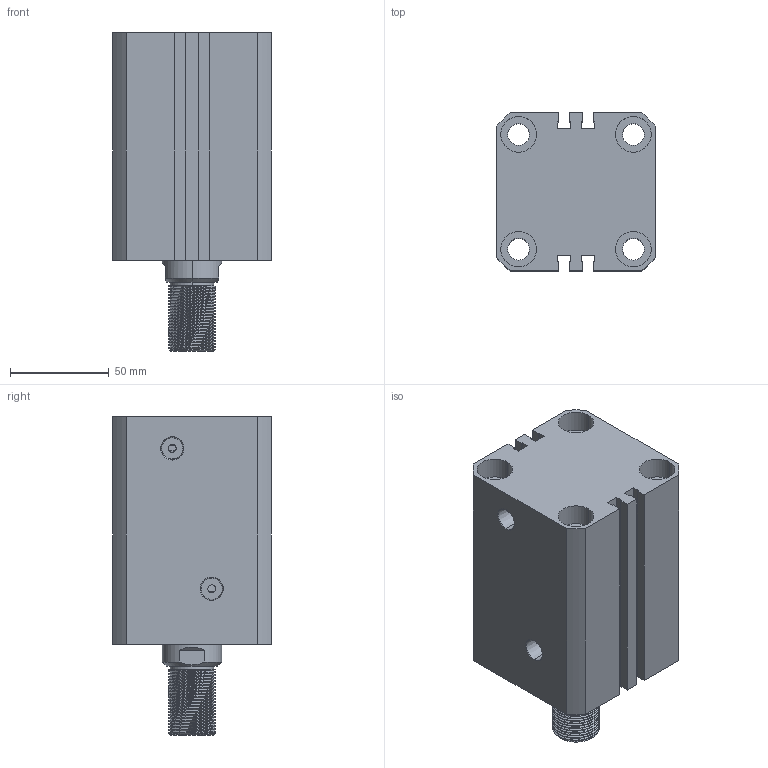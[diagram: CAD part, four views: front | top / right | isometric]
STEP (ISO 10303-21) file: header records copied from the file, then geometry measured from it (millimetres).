
FILE_DESCRIPTION (( 'STEP AP203' ), '1' );
FILE_NAME ('CHTM-SD50-40W.STEP', '2018-05-21T09:13:33', ( '' ), ( '' ), 'SwSTEP 2.0', 'SolidWorks 2015', '' );
FILE_SCHEMA (( 'CONFIG_CONTROL_DESIGN' ));
Length unit declared in the file: millimetre
Products named in the file (6): CHTM-SDMA50QG; 掛极SD50-40W; CHTM-SD50-40W; 活塞; huosai01; 活塞杆SD50-40W
Assembly tree (5 placements, depth 2):
  CHTM-SD50-40W
    掛极SD50-40W
    活塞杆SD50-40W
    CHTM-SDMA50QG
    huosai01
    活塞
Bounding box: 80 x 80 x 161 mm (x, y, z)
Volume: 609375.6 mm3; surface area: 137541.1 mm2
Topology: 5 solids, 5 shells, 384 faces, 1038 edges, 687 vertices
Faces by surface type: cylinder 225, plane 82, cone 33, bspline 22, torus 22
Entity records: 23670 total; most frequent: CARTESIAN_POINT 14267, ORIENTED_EDGE 2068, DIRECTION 1622, EDGE_CURVE 1034, VERTEX_POINT 687, AXIS2_PLACEMENT_3D 620, EDGE_LOOP 429, ADVANCED_FACE 384
